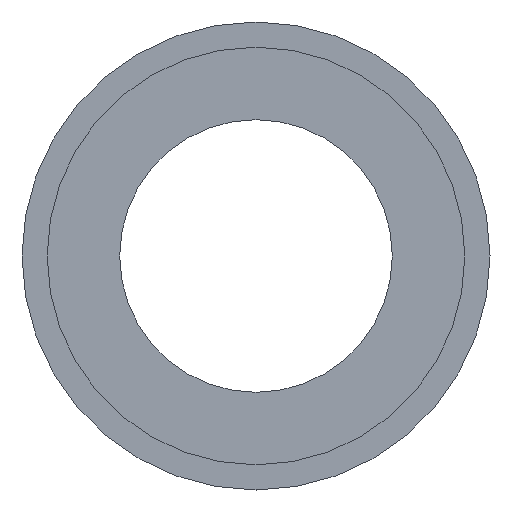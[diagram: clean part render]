
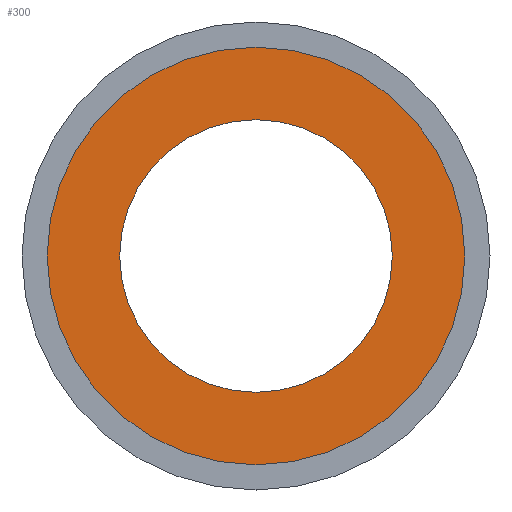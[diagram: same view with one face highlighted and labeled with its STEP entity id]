
A CAD part, front view. The second image highlights one B-rep face of the part: STEP entity #300.
In plain terms, the highlighted planar face has unit normal (0, -1, 0).
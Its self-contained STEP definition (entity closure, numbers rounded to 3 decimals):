
#22 = VERTEX_POINT ( 'NONE', #198 ) ;
#23 = CARTESIAN_POINT ( 'NONE',  ( 0., 6.5, 0. ) ) ;
#60 = DIRECTION ( 'NONE',  ( 0., 1., 0. ) ) ;
#62 = CARTESIAN_POINT ( 'NONE',  ( -17.6, 6.5, 0. ) ) ;
#75 = CIRCLE ( 'NONE', #165, 11.1 ) ;
#98 = DIRECTION ( 'NONE',  ( 0., 1., 0. ) ) ;
#99 = DIRECTION ( 'NONE',  ( 0., 1., 0. ) ) ;
#101 = FACE_OUTER_BOUND ( 'NONE', #158, .T. ) ;
#103 = CARTESIAN_POINT ( 'NONE',  ( 0., 6.5, 0. ) ) ;
#111 = DIRECTION ( 'NONE',  ( -1., 0., 0. ) ) ;
#117 = CARTESIAN_POINT ( 'NONE',  ( 0., 6.5, 0. ) ) ;
#135 = AXIS2_PLACEMENT_3D ( 'NONE', #603, #305, #245 ) ;
#158 = EDGE_LOOP ( 'NONE', ( #316, #173 ) ) ;
#163 = CARTESIAN_POINT ( 'NONE',  ( 11.1, 6.5, 0. ) ) ;
#165 = AXIS2_PLACEMENT_3D ( 'NONE', #23, #98, #433 ) ;
#173 = ORIENTED_EDGE ( 'NONE', *, *, #599, .F. ) ;
#198 = CARTESIAN_POINT ( 'NONE',  ( 17.6, 6.5, 0. ) ) ;
#202 = CARTESIAN_POINT ( 'NONE',  ( 11.1, 6.5, 0. ) ) ;
#210 = AXIS2_PLACEMENT_3D ( 'NONE', #117, #99, #111 ) ;
#215 = EDGE_CURVE ( 'NONE', #353, #331, #75, .T. ) ;
#233 = PLANE ( 'NONE',  #244 ) ;
#240 = EDGE_LOOP ( 'NONE', ( #620, #261 ) ) ;
#243 = DIRECTION ( 'NONE',  ( -1., 0., 0. ) ) ;
#244 = AXIS2_PLACEMENT_3D ( 'NONE', #163, #522, #243 ) ;
#245 = DIRECTION ( 'NONE',  ( -1., 0., 0. ) ) ;
#246 = VERTEX_POINT ( 'NONE', #62 ) ;
#261 = ORIENTED_EDGE ( 'NONE', *, *, #215, .T. ) ;
#296 = DIRECTION ( 'NONE',  ( -1., 0., 0. ) ) ;
#300 = ADVANCED_FACE ( 'NONE', ( #101, #339 ), #233, .F. ) ;
#305 = DIRECTION ( 'NONE',  ( 0., 1., 0. ) ) ;
#316 = ORIENTED_EDGE ( 'NONE', *, *, #327, .F. ) ;
#327 = EDGE_CURVE ( 'NONE', #246, #22, #547, .T. ) ;
#331 = VERTEX_POINT ( 'NONE', #536 ) ;
#339 = FACE_BOUND ( 'NONE', #240, .T. ) ;
#353 = VERTEX_POINT ( 'NONE', #202 ) ;
#375 = CIRCLE ( 'NONE', #135, 11.1 ) ;
#412 = AXIS2_PLACEMENT_3D ( 'NONE', #103, #60, #296 ) ;
#433 = DIRECTION ( 'NONE',  ( -1., 0., 0. ) ) ;
#502 = EDGE_CURVE ( 'NONE', #331, #353, #375, .T. ) ;
#522 = DIRECTION ( 'NONE',  ( 0., 1., 0. ) ) ;
#536 = CARTESIAN_POINT ( 'NONE',  ( -11.1, 6.5, 0. ) ) ;
#547 = CIRCLE ( 'NONE', #210, 17.6 ) ;
#599 = EDGE_CURVE ( 'NONE', #22, #246, #617, .T. ) ;
#603 = CARTESIAN_POINT ( 'NONE',  ( 0., 6.5, 0. ) ) ;
#617 = CIRCLE ( 'NONE', #412, 17.6 ) ;
#620 = ORIENTED_EDGE ( 'NONE', *, *, #502, .T. ) ;
